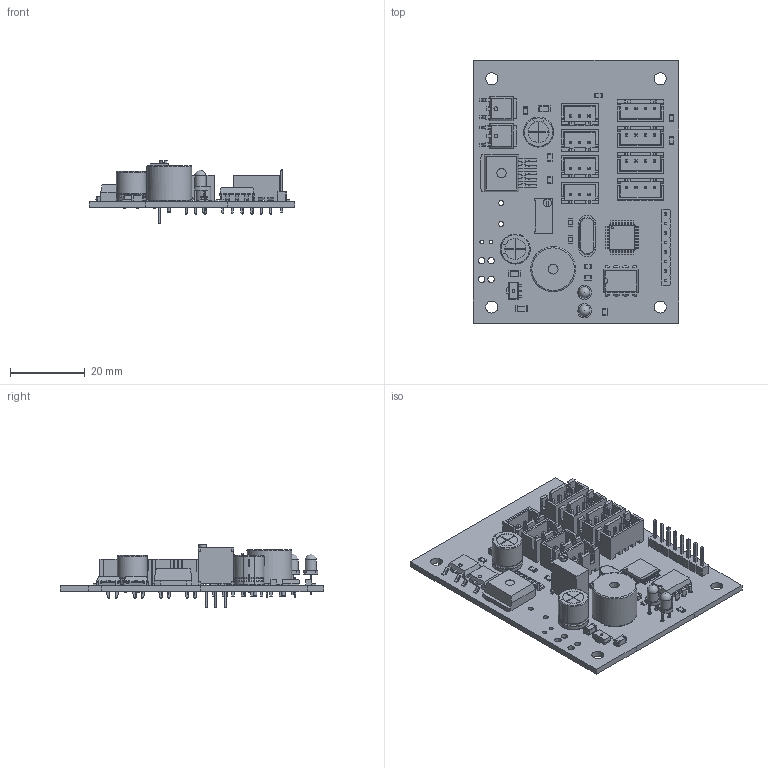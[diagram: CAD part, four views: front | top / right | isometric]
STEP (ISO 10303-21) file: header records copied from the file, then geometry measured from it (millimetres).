
FILE_DESCRIPTION(('KiCad electronic assembly'),'2;1');
FILE_NAME('GammaAnomalain_v2.2.step','2024-04-16T00:27:54',('Pcbnew'),( 'Kicad'),'Open CASCADE STEP processor 7.6','KiCad to STEP converter' ,'Unknown');
FILE_SCHEMA(('AUTOMOTIVE_DESIGN { 1 0 10303 214 1 1 1 1 }'));
Length unit declared in the file: millimetre
Products named in the file (34): GammaAnomalain_v2.2 1; R_0805_2012Metric; CP_Radial_D8.0mm_P3.50mm; CP_Radial_D80mm_P350mm; C_1206_3216Metric; Crystal_HC49-4H_Vertical; JST_XH_B3B-XH-A_1x03_P2.50mm_Vertical; JST_B3B_XH_A; JST_XH_B4B-XH-A_1x04_P2.50mm_Vertical; JST_B4B_XH_A; TO-263-5_TabPin3; CQ assembly; DIP-8_W7.62mm; C_0805_2012Metric; LED_D3.0mm; SOT-89-3; MagneticBuzzer_ProSignal_ABI-009-RC; MagneticBuzzer_ProSignal_ABI_009_RC; TO-252-2; LQFP-32_7x7mm_P0.8mm; LQFP_32_7x7mm_P08mm; Potentiometer_Bourns_3296W_Vertical; PinHeader_1x08_P2.54mm_Vertical; PinHeader_1x08_P254mm_Vertical; GammaAnomalain_PCB
Assembly tree (53 placements, depth 3):
  GammaAnomalain_v2.2 1
    R_0805_2012Metric  x8
      R_0805_2012Metric
    CP_Radial_D8.0mm_P3.50mm  x2
      CP_Radial_D80mm_P350mm
    C_1206_3216Metric  x3
      C_1206_3216Metric
    Crystal_HC49-4H_Vertical
      Crystal_HC49-4H_Vertical
    JST_XH_B3B-XH-A_1x03_P2.50mm_Vertical  x4
      JST_B3B_XH_A
    JST_XH_B4B-XH-A_1x04_P2.50mm_Vertical  x4
      JST_B4B_XH_A
    TO-263-5_TabPin3
      CQ assembly
    DIP-8_W7.62mm
      DIP-8_W7.62mm
    C_0805_2012Metric  x3
      C_0805_2012Metric
    LED_D3.0mm  x2
      LED_D3.0mm
    SOT-89-3
      CQ assembly
    MagneticBuzzer_ProSignal_ABI-009-RC
      MagneticBuzzer_ProSignal_ABI_009_RC
    TO-252-2  x2
      CQ assembly
    LQFP-32_7x7mm_P0.8mm
      LQFP_32_7x7mm_P08mm
    Potentiometer_Bourns_3296W_Vertical
      Potentiometer_Bourns_3296W_Vertical
    PinHeader_1x08_P2.54mm_Vertical
      PinHeader_1x08_P254mm_Vertical
    GammaAnomalain_PCB
Bounding box: 55 x 70.5 x 17.07 mm (x, y, z)
Volume: 11480.2 mm3; surface area: 17257.9 mm2
Topology: 55 solids, 57 shells, 2916 faces, 7584 edges, 4890 vertices
Faces by surface type: plane 2309, cylinder 487, bspline 92, torus 14, revolution 12, sphere 2
Full cylindrical faces by diameter (mm): 0.5 x7, 0.51 x3, 0.7 x1, 0.8 x17, 0.9 x6, 0.95 x28, 1 x14, 1.3 x2, 1.7 x4, 2.19 x1, 2.5 x1, 2.6 x1, 3 x2, 3.2 x4, 12 x1
Entity records: 62661 total; most frequent: CARTESIAN_POINT 10536, ORIENTED_EDGE 8816, DIRECTION 8364, EDGE_CURVE 4408, LINE 3600, VECTOR 3600, VERTEX_POINT 2830, AXIS2_PLACEMENT_3D 2379
